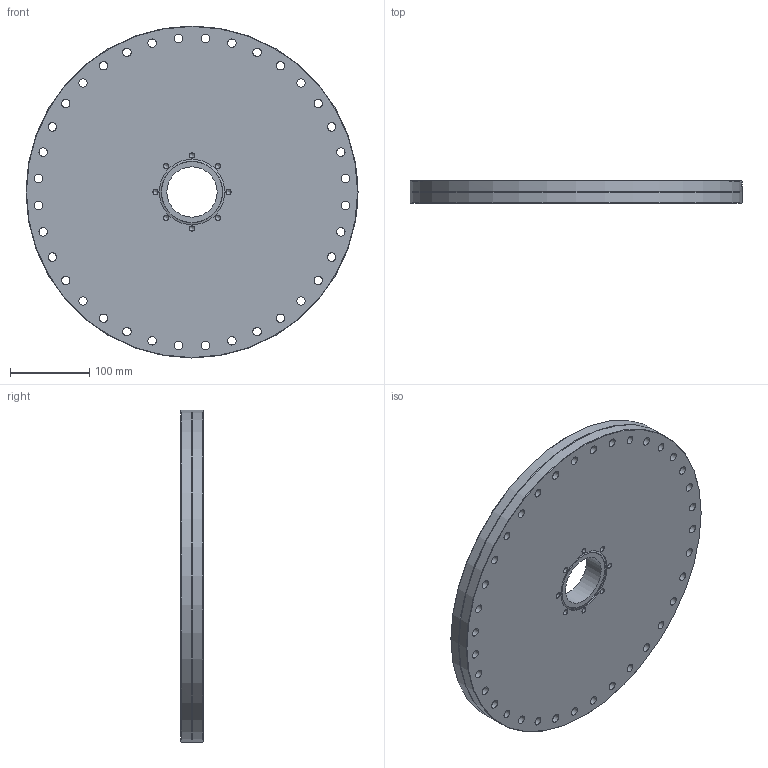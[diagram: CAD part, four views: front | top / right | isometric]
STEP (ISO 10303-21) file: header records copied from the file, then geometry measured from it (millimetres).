
FILE_DESCRIPTION(/* description */ (''),/* implementation_level */ '2;1');
FILE_NAME(/* name */ 'FL-Z350-63.stp',/* time_stamp */ '2023-10-25T15:10:14+01:00',/* author */ ('PaulJarvis'),/* organization */ (''),/* preprocessor_version */ 'ST-DEVELOPER v19.2',/* originating_system */ 'Autodesk Inventor 2023',/* authorisation */ '');
FILE_SCHEMA (('AUTOMOTIVE_DESIGN { 1 0 10303 214 3 1 1 }'));
Length unit declared in the file: millimetre
Products named in the file (1): FL-Z350-63
Bounding box: 419.1 x 28.5 x 419.1 mm (x, y, z)
Volume: 3616244.2 mm3; surface area: 345290.5 mm2
Topology: 1 solids, 1 shells, 207 faces, 584 edges, 389 vertices
Faces by surface type: cone 59, cylinder 59, bspline 53, plane 35, torus 1
Full cylindrical faces by diameter (mm): 6.647 x8, 10.6 x36, 63.5 x1, 82.5 x1, 377 x1, 419.1 x2
Entity records: 19463 total; most frequent: CARTESIAN_POINT 14170, ORIENTED_EDGE 1142, DIRECTION 961, EDGE_CURVE 571, VERTEX_POINT 382, AXIS2_PLACEMENT_3D 377, EDGE_LOOP 297, CIRCLE 222
